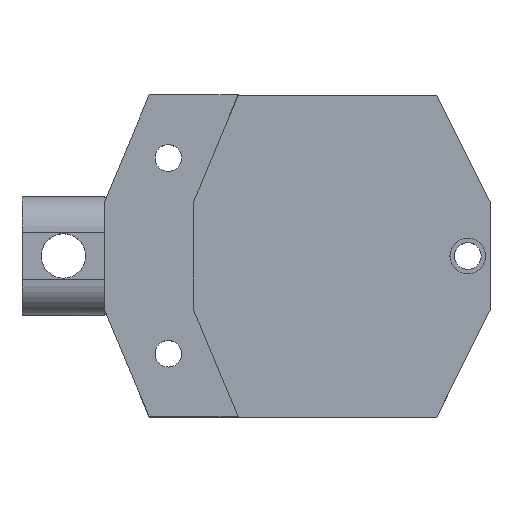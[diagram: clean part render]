
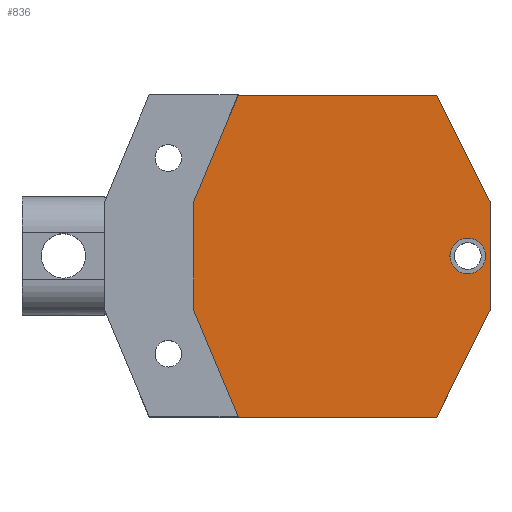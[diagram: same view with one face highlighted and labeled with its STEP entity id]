
A CAD part, top view. The second image highlights one B-rep face of the part: STEP entity #836.
In plain terms, the highlighted planar face has unit normal (0, 0, 1).
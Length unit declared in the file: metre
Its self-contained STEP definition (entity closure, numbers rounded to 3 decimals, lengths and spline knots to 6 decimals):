
#58=LINE('',#1317,#132);
#59=LINE('',#1320,#133);
#60=LINE('',#1322,#134);
#61=LINE('',#1324,#135);
#62=LINE('',#1326,#136);
#63=LINE('',#1328,#137);
#64=LINE('',#1330,#138);
#65=LINE('',#1332,#139);
#132=VECTOR('',#1045,1.);
#133=VECTOR('',#1046,1.);
#134=VECTOR('',#1047,1.);
#135=VECTOR('',#1048,1.);
#136=VECTOR('',#1049,1.);
#137=VECTOR('',#1050,1.);
#138=VECTOR('',#1051,1.);
#139=VECTOR('',#1052,1.);
#221=ORIENTED_EDGE('',*,*,#453,.F.);
#222=ORIENTED_EDGE('',*,*,#454,.F.);
#223=ORIENTED_EDGE('',*,*,#455,.T.);
#224=ORIENTED_EDGE('',*,*,#456,.T.);
#225=ORIENTED_EDGE('',*,*,#457,.T.);
#226=ORIENTED_EDGE('',*,*,#458,.T.);
#227=ORIENTED_EDGE('',*,*,#459,.T.);
#228=ORIENTED_EDGE('',*,*,#460,.F.);
#229=ORIENTED_EDGE('',*,*,#461,.F.);
#453=EDGE_CURVE('',#569,#569,#633,.T.);
#454=EDGE_CURVE('',#570,#571,#58,.T.);
#455=EDGE_CURVE('',#570,#572,#59,.T.);
#456=EDGE_CURVE('',#572,#573,#60,.T.);
#457=EDGE_CURVE('',#573,#574,#61,.T.);
#458=EDGE_CURVE('',#574,#575,#62,.T.);
#459=EDGE_CURVE('',#575,#576,#63,.T.);
#460=EDGE_CURVE('',#577,#576,#64,.T.);
#461=EDGE_CURVE('',#571,#577,#65,.T.);
#569=VERTEX_POINT('',#1316);
#570=VERTEX_POINT('',#1318);
#571=VERTEX_POINT('',#1319);
#572=VERTEX_POINT('',#1321);
#573=VERTEX_POINT('',#1323);
#574=VERTEX_POINT('',#1325);
#575=VERTEX_POINT('',#1327);
#576=VERTEX_POINT('',#1329);
#577=VERTEX_POINT('',#1331);
#633=CIRCLE('',#909,0.002);
#671=EDGE_LOOP('',(#221));
#672=EDGE_LOOP('',(#222,#223,#224,#225,#226,#227,#228,#229));
#741=FACE_BOUND('',#671,.T.);
#742=FACE_BOUND('',#672,.T.);
#802=PLANE('',#908);
#836=ADVANCED_FACE('',(#741,#742),#802,.T.);
#908=AXIS2_PLACEMENT_3D('',#1314,#1041,#1042);
#909=AXIS2_PLACEMENT_3D('',#1315,#1043,#1044);
#1041=DIRECTION('',(0.,0.,1.));
#1042=DIRECTION('',(1.,0.,0.));
#1043=DIRECTION('',(0.,0.,1.));
#1044=DIRECTION('',(1.,0.,0.));
#1045=DIRECTION('',(1.,0.,0.));
#1046=DIRECTION('',(-0.385,-0.923,0.));
#1047=DIRECTION('',(0.,-1.,0.));
#1048=DIRECTION('',(0.385,-0.923,0.));
#1049=DIRECTION('',(1.,0.,0.));
#1050=DIRECTION('',(0.447,0.894,0.));
#1051=DIRECTION('',(0.,-1.,0.));
#1052=DIRECTION('',(0.447,-0.894,0.));
#1314=CARTESIAN_POINT('',(0.0005,0.,0.0015));
#1315=CARTESIAN_POINT('',(0.01965,0.,0.0015));
#1316=CARTESIAN_POINT('',(0.02165,0.,0.0015));
#1317=CARTESIAN_POINT('',(0.,0.0181,0.0015));
#1318=CARTESIAN_POINT('',(-0.00615,0.0181,0.0015));
#1319=CARTESIAN_POINT('',(0.01615,0.0181,0.0015));
#1320=CARTESIAN_POINT('',(-0.00865,0.0121,0.0015));
#1321=CARTESIAN_POINT('',(-0.01115,0.0061,0.0015));
#1322=CARTESIAN_POINT('',(-0.01115,0.,0.0015));
#1323=CARTESIAN_POINT('',(-0.01115,-0.0061,0.0015));
#1324=CARTESIAN_POINT('',(-0.00865,-0.0121,0.0015));
#1325=CARTESIAN_POINT('',(-0.00615,-0.0181,0.0015));
#1326=CARTESIAN_POINT('',(0.,-0.0181,0.0015));
#1327=CARTESIAN_POINT('',(0.01615,-0.0181,0.0015));
#1328=CARTESIAN_POINT('',(0.01915,-0.0121,0.0015));
#1329=CARTESIAN_POINT('',(0.02215,-0.0061,0.0015));
#1330=CARTESIAN_POINT('',(0.02215,0.,0.0015));
#1331=CARTESIAN_POINT('',(0.02215,0.0061,0.0015));
#1332=CARTESIAN_POINT('',(0.01915,0.0121,0.0015));
